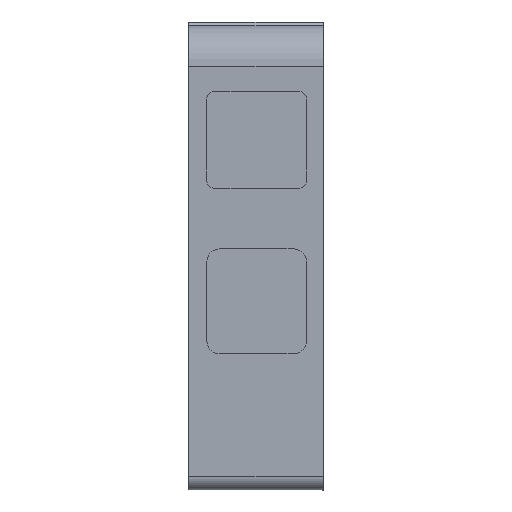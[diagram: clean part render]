
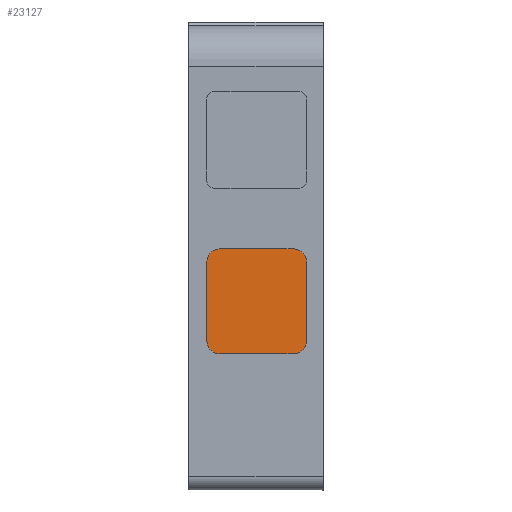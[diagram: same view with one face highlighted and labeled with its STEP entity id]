
A CAD part, left-side view. The second image highlights one B-rep face of the part: STEP entity #23127.
In plain terms, the highlighted planar face has unit normal (-1, 0, 0).
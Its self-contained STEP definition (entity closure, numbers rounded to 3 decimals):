
#386 = VERTEX_POINT ( 'NONE', #25001 ) ;
#1259 = DIRECTION ( 'NONE',  ( 0., 0., -1. ) ) ;
#1317 = CARTESIAN_POINT ( 'NONE',  ( -27.29, 1.125, 5.047 ) ) ;
#1375 = DIRECTION ( 'NONE',  ( 0., 0., -1. ) ) ;
#1545 = EDGE_CURVE ( 'NONE', #19319, #4286, #30058, .T. ) ;
#1758 = EDGE_LOOP ( 'NONE', ( #8832, #12807, #7066, #7907, #11666, #33268, #27007, #28002 ) ) ;
#2180 = EDGE_CURVE ( 'NONE', #8074, #23774, #29261, .T. ) ;
#3338 = CARTESIAN_POINT ( 'NONE',  ( -27.29, 3.825, 8.447 ) ) ;
#3507 = DIRECTION ( 'NONE',  ( 0., 0., -1. ) ) ;
#4286 = VERTEX_POINT ( 'NONE', #9068 ) ;
#4537 = CIRCLE ( 'NONE', #23788, 0.5 ) ;
#5255 = CARTESIAN_POINT ( 'NONE',  ( -27.29, 1.125, 8.947 ) ) ;
#5358 = VERTEX_POINT ( 'NONE', #14250 ) ;
#5704 = CARTESIAN_POINT ( 'NONE',  ( -27.29, 1.125, 5.547 ) ) ;
#6427 = EDGE_CURVE ( 'NONE', #386, #27697, #7570, .T. ) ;
#6870 = LINE ( 'NONE', #14789, #14868 ) ;
#7066 = ORIENTED_EDGE ( 'NONE', *, *, #6427, .F. ) ;
#7570 = LINE ( 'NONE', #18042, #9276 ) ;
#7710 = EDGE_CURVE ( 'NONE', #5358, #386, #28834, .T. ) ;
#7907 = ORIENTED_EDGE ( 'NONE', *, *, #7710, .F. ) ;
#7985 = LINE ( 'NONE', #20872, #22919 ) ;
#8074 = VERTEX_POINT ( 'NONE', #5255 ) ;
#8832 = ORIENTED_EDGE ( 'NONE', *, *, #16481, .F. ) ;
#8981 = CARTESIAN_POINT ( 'NONE',  ( -27.29, 1.125, 8.447 ) ) ;
#9068 = CARTESIAN_POINT ( 'NONE',  ( -27.29, 1.125, 5.047 ) ) ;
#9276 = VECTOR ( 'NONE', #18220, 1000. ) ;
#9479 = AXIS2_PLACEMENT_3D ( 'NONE', #12390, #26000, #23445 ) ;
#10696 = AXIS2_PLACEMENT_3D ( 'NONE', #21674, #17006, #1375 ) ;
#11666 = ORIENTED_EDGE ( 'NONE', *, *, #32374, .F. ) ;
#12390 = CARTESIAN_POINT ( 'NONE',  ( -27.29, 1.125, 8.447 ) ) ;
#12807 = ORIENTED_EDGE ( 'NONE', *, *, #26016, .F. ) ;
#13118 = CARTESIAN_POINT ( 'NONE',  ( -27.29, 0.625, 8.447 ) ) ;
#13260 = DIRECTION ( 'NONE',  ( 0., 0., 1. ) ) ;
#13795 = PLANE ( 'NONE',  #17086 ) ;
#14250 = CARTESIAN_POINT ( 'NONE',  ( -27.29, 3.825, 5.047 ) ) ;
#14262 = VECTOR ( 'NONE', #14708, 1000. ) ;
#14299 = DIRECTION ( 'NONE',  ( 1., 0., 0. ) ) ;
#14648 = DIRECTION ( 'NONE',  ( 1., 0., 0. ) ) ;
#14708 = DIRECTION ( 'NONE',  ( 0., 1., 0. ) ) ;
#14789 = CARTESIAN_POINT ( 'NONE',  ( -27.29, 0.625, 8.447 ) ) ;
#14868 = VECTOR ( 'NONE', #25276, 1000. ) ;
#15996 = VERTEX_POINT ( 'NONE', #17724 ) ;
#16481 = EDGE_CURVE ( 'NONE', #15996, #8074, #7985, .T. ) ;
#17006 = DIRECTION ( 'NONE',  ( 1., 0., 0. ) ) ;
#17086 = AXIS2_PLACEMENT_3D ( 'NONE', #8981, #14648, #1259 ) ;
#17724 = CARTESIAN_POINT ( 'NONE',  ( -27.29, 3.825, 8.947 ) ) ;
#17794 = CARTESIAN_POINT ( 'NONE',  ( -27.29, 0.625, 5.547 ) ) ;
#18042 = CARTESIAN_POINT ( 'NONE',  ( -27.29, 4.325, 5.547 ) ) ;
#18220 = DIRECTION ( 'NONE',  ( 0., 0., 1. ) ) ;
#19319 = VERTEX_POINT ( 'NONE', #17794 ) ;
#20137 = AXIS2_PLACEMENT_3D ( 'NONE', #5704, #21692, #13260 ) ;
#20872 = CARTESIAN_POINT ( 'NONE',  ( -27.29, 3.825, 8.947 ) ) ;
#21674 = CARTESIAN_POINT ( 'NONE',  ( -27.29, 3.825, 5.547 ) ) ;
#21692 = DIRECTION ( 'NONE',  ( 1., 0., 0. ) ) ;
#22115 = LINE ( 'NONE', #1317, #14262 ) ;
#22654 = DIRECTION ( 'NONE',  ( 0., -1., 0. ) ) ;
#22919 = VECTOR ( 'NONE', #22654, 1000. ) ;
#23127 = ADVANCED_FACE ( 'NONE', ( #23815 ), #13795, .F. ) ;
#23445 = DIRECTION ( 'NONE',  ( 0., 0., -1. ) ) ;
#23774 = VERTEX_POINT ( 'NONE', #13118 ) ;
#23788 = AXIS2_PLACEMENT_3D ( 'NONE', #3338, #14299, #3507 ) ;
#23815 = FACE_OUTER_BOUND ( 'NONE', #1758, .T. ) ;
#25001 = CARTESIAN_POINT ( 'NONE',  ( -27.29, 4.325, 5.547 ) ) ;
#25276 = DIRECTION ( 'NONE',  ( 0., 0., -1. ) ) ;
#26000 = DIRECTION ( 'NONE',  ( 1., 0., 0. ) ) ;
#26016 = EDGE_CURVE ( 'NONE', #27697, #15996, #4537, .T. ) ;
#27007 = ORIENTED_EDGE ( 'NONE', *, *, #29246, .F. ) ;
#27697 = VERTEX_POINT ( 'NONE', #29881 ) ;
#28002 = ORIENTED_EDGE ( 'NONE', *, *, #2180, .F. ) ;
#28834 = CIRCLE ( 'NONE', #10696, 0.5 ) ;
#29246 = EDGE_CURVE ( 'NONE', #23774, #19319, #6870, .T. ) ;
#29261 = CIRCLE ( 'NONE', #9479, 0.5 ) ;
#29881 = CARTESIAN_POINT ( 'NONE',  ( -27.29, 4.325, 8.447 ) ) ;
#30058 = CIRCLE ( 'NONE', #20137, 0.5 ) ;
#32374 = EDGE_CURVE ( 'NONE', #4286, #5358, #22115, .T. ) ;
#33268 = ORIENTED_EDGE ( 'NONE', *, *, #1545, .F. ) ;
